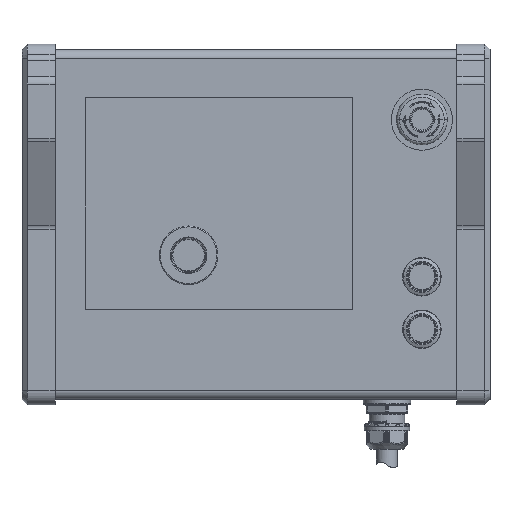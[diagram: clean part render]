
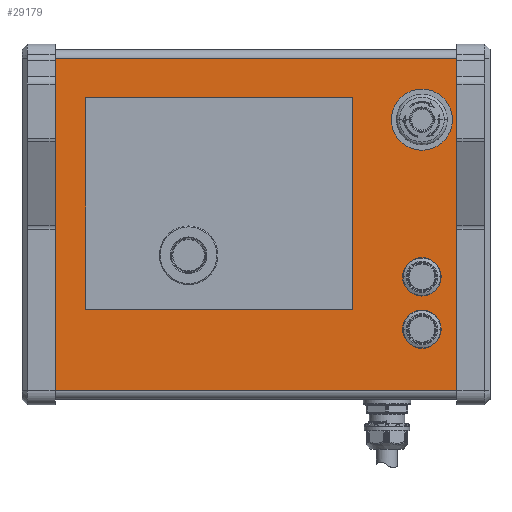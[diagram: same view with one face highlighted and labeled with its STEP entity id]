
A CAD part, top view. The second image highlights one B-rep face of the part: STEP entity #29179.
In plain terms, the highlighted planar face has unit normal (0, 0, 1).
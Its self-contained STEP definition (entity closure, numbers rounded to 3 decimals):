
#365 = CARTESIAN_POINT ( 'NONE',  ( -97.5, 72.5, 32.5 ) ) ;
#503 = CARTESIAN_POINT ( 'NONE',  ( 125., 95., 32.5 ) ) ;
#835 = EDGE_CURVE ( 'NONE', #11066, #20689, #20777, .T. ) ;
#1035 = CIRCLE ( 'NONE', #1709, 17.5 ) ;
#1046 = EDGE_LOOP ( 'NONE', ( #1784, #8899 ) ) ;
#1111 = CARTESIAN_POINT ( 'NONE',  ( 95., -30., 32.5 ) ) ;
#1294 = CARTESIAN_POINT ( 'NONE',  ( 55.5, 72.5, 32.5 ) ) ;
#1384 = CARTESIAN_POINT ( 'NONE',  ( 124.8, 95., 32.5 ) ) ;
#1709 = AXIS2_PLACEMENT_3D ( 'NONE', #5044, #20673, #8169 ) ;
#1762 = CARTESIAN_POINT ( 'NONE',  ( 95., -49., 32.5 ) ) ;
#1773 = VERTEX_POINT ( 'NONE', #365 ) ;
#1784 = ORIENTED_EDGE ( 'NONE', *, *, #36967, .F. ) ;
#1977 = ORIENTED_EDGE ( 'NONE', *, *, #7091, .T. ) ;
#2505 = CARTESIAN_POINT ( 'NONE',  ( 124.8, 95., 32.5 ) ) ;
#3734 = VERTEX_POINT ( 'NONE', #22272 ) ;
#4532 = ORIENTED_EDGE ( 'NONE', *, *, #22522, .F. ) ;
#4894 = EDGE_LOOP ( 'NONE', ( #34318, #34929, #18894, #1977 ) ) ;
#5044 = CARTESIAN_POINT ( 'NONE',  ( 95., 60., 32.5 ) ) ;
#5542 = CARTESIAN_POINT ( 'NONE',  ( 95., -60., 32.5 ) ) ;
#6695 = EDGE_CURVE ( 'NONE', #3734, #14808, #37299, .T. ) ;
#6838 = CARTESIAN_POINT ( 'NONE',  ( 112.5, 60., 32.5 ) ) ;
#7091 = EDGE_CURVE ( 'NONE', #1773, #30431, #24532, .T. ) ;
#7124 = LINE ( 'NONE', #1294, #21930 ) ;
#7159 = EDGE_CURVE ( 'NONE', #30033, #1773, #15367, .T. ) ;
#8169 = DIRECTION ( 'NONE',  ( -1., 0., 0. ) ) ;
#8199 = ORIENTED_EDGE ( 'NONE', *, *, #26258, .F. ) ;
#8421 = VECTOR ( 'NONE', #15209, 1000. ) ;
#8899 = ORIENTED_EDGE ( 'NONE', *, *, #21240, .F. ) ;
#9587 = CARTESIAN_POINT ( 'NONE',  ( 55.5, -48.5, 32.5 ) ) ;
#9704 = ORIENTED_EDGE ( 'NONE', *, *, #34926, .F. ) ;
#10265 = DIRECTION ( 'NONE',  ( 0., -1., 0. ) ) ;
#10298 = CARTESIAN_POINT ( 'NONE',  ( 95., -60., 32.5 ) ) ;
#10839 = EDGE_CURVE ( 'NONE', #14808, #34302, #27600, .T. ) ;
#10897 = DIRECTION ( 'NONE',  ( 0., 0., 1. ) ) ;
#11066 = VERTEX_POINT ( 'NONE', #11476 ) ;
#11476 = CARTESIAN_POINT ( 'NONE',  ( 95., -19., 32.5 ) ) ;
#11978 = VECTOR ( 'NONE', #39903, 1000. ) ;
#12465 = DIRECTION ( 'NONE',  ( -1., 0., 0. ) ) ;
#12649 = DIRECTION ( 'NONE',  ( 0., -1., 0. ) ) ;
#12818 = DIRECTION ( 'NONE',  ( 0., 0., 1. ) ) ;
#13013 = FACE_BOUND ( 'NONE', #1046, .T. ) ;
#13952 = DIRECTION ( 'NONE',  ( -1., 0., 0. ) ) ;
#14170 = VERTEX_POINT ( 'NONE', #9587 ) ;
#14762 = CARTESIAN_POINT ( 'NONE',  ( 55.5, -48.5, 32.5 ) ) ;
#14808 = VERTEX_POINT ( 'NONE', #1384 ) ;
#15125 = DIRECTION ( 'NONE',  ( 0., 0., 1. ) ) ;
#15209 = DIRECTION ( 'NONE',  ( 0., 1., 0. ) ) ;
#15282 = EDGE_CURVE ( 'NONE', #14170, #30033, #21627, .T. ) ;
#15363 = VECTOR ( 'NONE', #12649, 1000. ) ;
#15367 = LINE ( 'NONE', #21413, #33147 ) ;
#15505 = CARTESIAN_POINT ( 'NONE',  ( 125., 95., 32.5 ) ) ;
#15523 = FACE_BOUND ( 'NONE', #29478, .T. ) ;
#15730 = FACE_BOUND ( 'NONE', #25079, .T. ) ;
#16351 = FACE_OUTER_BOUND ( 'NONE', #33197, .T. ) ;
#16804 = VERTEX_POINT ( 'NONE', #1762 ) ;
#16999 = CARTESIAN_POINT ( 'NONE',  ( -124.8, 95., 32.5 ) ) ;
#17029 = EDGE_CURVE ( 'NONE', #30431, #14170, #7124, .T. ) ;
#17663 = CARTESIAN_POINT ( 'NONE',  ( 77.5, 60., 32.5 ) ) ;
#17861 = CARTESIAN_POINT ( 'NONE',  ( -124.8, -95., 32.5 ) ) ;
#17874 = VECTOR ( 'NONE', #24952, 1000. ) ;
#18179 = VECTOR ( 'NONE', #13952, 1000. ) ;
#18639 = CIRCLE ( 'NONE', #21963, 11. ) ;
#18894 = ORIENTED_EDGE ( 'NONE', *, *, #7159, .T. ) ;
#19609 = CARTESIAN_POINT ( 'NONE',  ( 125., -95., 32.5 ) ) ;
#20673 = DIRECTION ( 'NONE',  ( 0., 0., 1. ) ) ;
#20689 = VERTEX_POINT ( 'NONE', #39669 ) ;
#20777 = CIRCLE ( 'NONE', #40097, 11. ) ;
#20836 = AXIS2_PLACEMENT_3D ( 'NONE', #5542, #15125, #23666 ) ;
#21214 = DIRECTION ( 'NONE',  ( -1., 0., 0. ) ) ;
#21240 = EDGE_CURVE ( 'NONE', #16804, #33013, #32138, .T. ) ;
#21413 = CARTESIAN_POINT ( 'NONE',  ( -97.5, 72.5, 32.5 ) ) ;
#21424 = DIRECTION ( 'NONE',  ( 0., 0., 1. ) ) ;
#21460 = CARTESIAN_POINT ( 'NONE',  ( 95., -30., 32.5 ) ) ;
#21627 = LINE ( 'NONE', #14762, #38866 ) ;
#21930 = VECTOR ( 'NONE', #10265, 1000. ) ;
#21963 = AXIS2_PLACEMENT_3D ( 'NONE', #21460, #40851, #25195 ) ;
#22272 = CARTESIAN_POINT ( 'NONE',  ( 124.8, -95., 32.5 ) ) ;
#22522 = EDGE_CURVE ( 'NONE', #27003, #29761, #32836, .T. ) ;
#22576 = FACE_BOUND ( 'NONE', #4894, .T. ) ;
#22656 = ORIENTED_EDGE ( 'NONE', *, *, #6695, .T. ) ;
#22787 = DIRECTION ( 'NONE',  ( 0., 0., -1. ) ) ;
#23666 = DIRECTION ( 'NONE',  ( -1., 0., 0. ) ) ;
#23804 = DIRECTION ( 'NONE',  ( -1., 0., 0. ) ) ;
#24532 = LINE ( 'NONE', #40392, #17874 ) ;
#24952 = DIRECTION ( 'NONE',  ( 1., 0., 0. ) ) ;
#25001 = ORIENTED_EDGE ( 'NONE', *, *, #835, .F. ) ;
#25079 = EDGE_LOOP ( 'NONE', ( #9704, #25001 ) ) ;
#25195 = DIRECTION ( 'NONE',  ( -1., 0., 0. ) ) ;
#26050 = LINE ( 'NONE', #19609, #18179 ) ;
#26258 = EDGE_CURVE ( 'NONE', #29761, #27003, #1035, .T. ) ;
#26943 = VERTEX_POINT ( 'NONE', #17861 ) ;
#27003 = VERTEX_POINT ( 'NONE', #17663 ) ;
#27600 = LINE ( 'NONE', #15505, #11978 ) ;
#28480 = LINE ( 'NONE', #41204, #15363 ) ;
#29050 = PLANE ( 'NONE',  #37786 ) ;
#29179 = ADVANCED_FACE ( 'NONE', ( #15523, #15730, #13013, #22576, #16351 ), #29050, .F. ) ;
#29478 = EDGE_LOOP ( 'NONE', ( #4532, #8199 ) ) ;
#29761 = VERTEX_POINT ( 'NONE', #6838 ) ;
#30033 = VERTEX_POINT ( 'NONE', #40868 ) ;
#30431 = VERTEX_POINT ( 'NONE', #36855 ) ;
#31287 = ORIENTED_EDGE ( 'NONE', *, *, #10839, .T. ) ;
#32138 = CIRCLE ( 'NONE', #20836, 11. ) ;
#32836 = CIRCLE ( 'NONE', #38191, 17.5 ) ;
#33006 = ORIENTED_EDGE ( 'NONE', *, *, #35400, .T. ) ;
#33013 = VERTEX_POINT ( 'NONE', #36197 ) ;
#33147 = VECTOR ( 'NONE', #37876, 1000. ) ;
#33197 = EDGE_LOOP ( 'NONE', ( #31287, #33006, #37478, #22656 ) ) ;
#34083 = AXIS2_PLACEMENT_3D ( 'NONE', #10298, #12818, #38455 ) ;
#34302 = VERTEX_POINT ( 'NONE', #16999 ) ;
#34318 = ORIENTED_EDGE ( 'NONE', *, *, #17029, .T. ) ;
#34926 = EDGE_CURVE ( 'NONE', #20689, #11066, #18639, .T. ) ;
#34929 = ORIENTED_EDGE ( 'NONE', *, *, #15282, .T. ) ;
#35400 = EDGE_CURVE ( 'NONE', #34302, #26943, #28480, .T. ) ;
#35514 = DIRECTION ( 'NONE',  ( -1., 0., 0. ) ) ;
#36197 = CARTESIAN_POINT ( 'NONE',  ( 95., -71., 32.5 ) ) ;
#36855 = CARTESIAN_POINT ( 'NONE',  ( 55.5, 72.5, 32.5 ) ) ;
#36967 = EDGE_CURVE ( 'NONE', #33013, #16804, #37413, .T. ) ;
#37299 = LINE ( 'NONE', #2505, #8421 ) ;
#37413 = CIRCLE ( 'NONE', #34083, 11. ) ;
#37478 = ORIENTED_EDGE ( 'NONE', *, *, #38657, .F. ) ;
#37786 = AXIS2_PLACEMENT_3D ( 'NONE', #503, #22787, #35514 ) ;
#37876 = DIRECTION ( 'NONE',  ( 0., 1., 0. ) ) ;
#38191 = AXIS2_PLACEMENT_3D ( 'NONE', #41019, #21424, #12465 ) ;
#38455 = DIRECTION ( 'NONE',  ( -1., 0., 0. ) ) ;
#38657 = EDGE_CURVE ( 'NONE', #3734, #26943, #26050, .T. ) ;
#38866 = VECTOR ( 'NONE', #21214, 1000. ) ;
#39669 = CARTESIAN_POINT ( 'NONE',  ( 95., -41., 32.5 ) ) ;
#39903 = DIRECTION ( 'NONE',  ( -1., 0., 0. ) ) ;
#40097 = AXIS2_PLACEMENT_3D ( 'NONE', #1111, #10897, #23804 ) ;
#40392 = CARTESIAN_POINT ( 'NONE',  ( 55.5, 72.5, 32.5 ) ) ;
#40851 = DIRECTION ( 'NONE',  ( 0., 0., 1. ) ) ;
#40868 = CARTESIAN_POINT ( 'NONE',  ( -97.5, -48.5, 32.5 ) ) ;
#41019 = CARTESIAN_POINT ( 'NONE',  ( 95., 60., 32.5 ) ) ;
#41204 = CARTESIAN_POINT ( 'NONE',  ( -124.8, 95., 32.5 ) ) ;
